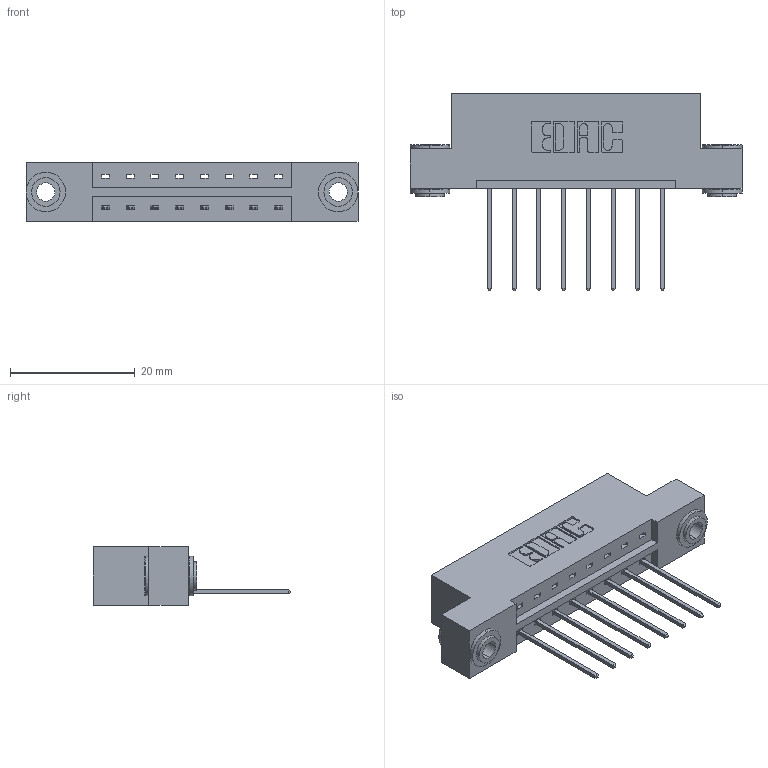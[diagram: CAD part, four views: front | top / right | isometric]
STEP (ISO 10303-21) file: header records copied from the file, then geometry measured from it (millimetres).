
FILE_DESCRIPTION (( 'STEP AP203' ), '1' );
FILE_NAME ('833-008-542-103.STEP', '2020-05-30T16:19:14', ( '' ), ( '' ), 'SwSTEP 2.0', 'SolidWorks 2020', '' );
FILE_SCHEMA (( 'CONFIG_CONTROL_DESIGN' ));
Length unit declared in the file: inch
Products named in the file (4): 345-292-001_345-293-142; 345-250-002_345-250-002-102; 833 Part_Flush - .156 Dia - TH; 833-008-542-103
Assembly tree (11 placements, depth 2):
  833-008-542-103
    833 Part_Flush - .156 Dia - TH
    345-292-001_345-293-142  x8
    345-250-002_345-250-002-102  x2
Bounding box: 53.24 x 31.63 x 9.4 mm (x, y, z)
Volume: 5102.1 mm3; surface area: 5642.6 mm2
Topology: 11 solids, 11 shells, 616 faces, 1795 edges, 1182 vertices
Faces by surface type: plane 416, cylinder 192, cone 8
Entity records: 9956 total; most frequent: CARTESIAN_POINT 1701, ORIENTED_EDGE 1638, DIRECTION 1537, EDGE_CURVE 819, VECTOR 667, LINE 667, VERTEX_POINT 542, AXIS2_PLACEMENT_3D 435
